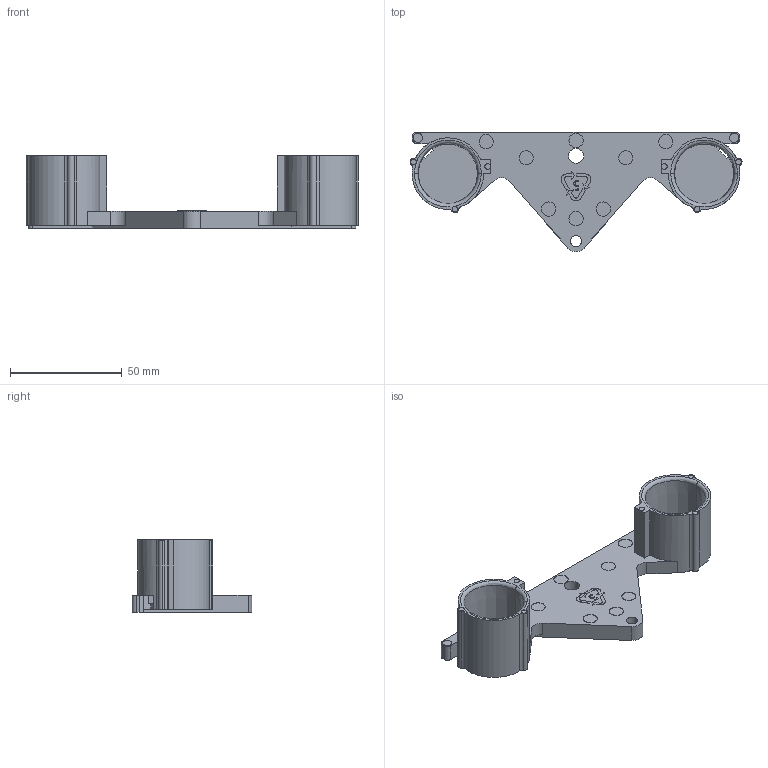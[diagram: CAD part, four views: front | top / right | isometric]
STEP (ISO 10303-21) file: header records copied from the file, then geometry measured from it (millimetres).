
FILE_DESCRIPTION (( 'STEP AP214' ), '1' );
FILE_NAME ('am-4042a Barrier Pipe Anchor.STEP', '2021-03-10T18:54:59', ( '' ), ( '' ), 'SwSTEP 2.0', 'SolidWorks 2019', '' );
FILE_SCHEMA (( 'AUTOMOTIVE_DESIGN' ));
Length unit declared in the file: inch
Products named in the file (1): am-4042a Barrier Pipe Anchor
Bounding box: 148.34 x 53.41 x 32.38 mm (x, y, z)
Volume: 38712.3 mm3; surface area: 23603.5 mm2
Topology: 1 solids, 1 shells, 183 faces, 486 edges, 320 vertices
Faces by surface type: plane 87, cylinder 81, bspline 7, torus 4, cone 4
Entity records: 6106 total; most frequent: CARTESIAN_POINT 1349, DIRECTION 1022, ORIENTED_EDGE 972, EDGE_CURVE 486, AXIS2_PLACEMENT_3D 373, VERTEX_POINT 320, VECTOR 276, LINE 276
